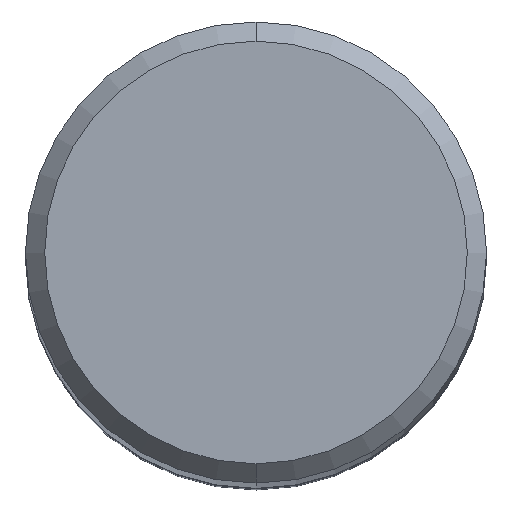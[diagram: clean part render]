
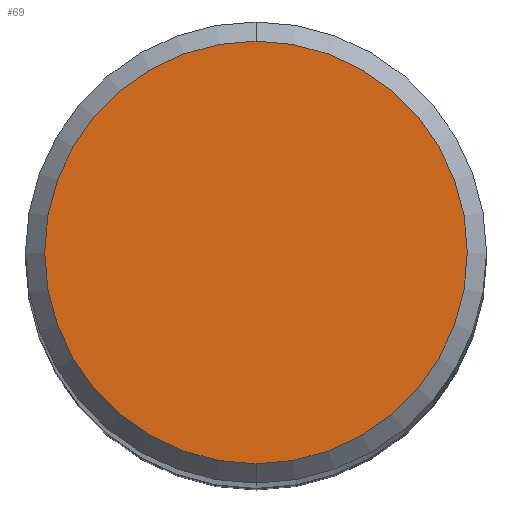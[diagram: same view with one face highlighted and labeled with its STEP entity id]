
A CAD part, top view. The second image highlights one B-rep face of the part: STEP entity #69.
In plain terms, the highlighted planar face has unit normal (0, 0, 1).
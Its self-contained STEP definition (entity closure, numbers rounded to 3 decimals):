
#52=PLANE('',#387);
#69=ADVANCED_FACE('',(#92),#52,.F.);
#92=FACE_OUTER_BOUND('',#109,.T.);
#109=EDGE_LOOP('',(#168,#169));
#168=ORIENTED_EDGE('',*,*,#213,.F.);
#169=ORIENTED_EDGE('',*,*,#216,.F.);
#185=VERTEX_POINT('',#569);
#186=VERTEX_POINT('',#570);
#213=EDGE_CURVE('',#185,#186,#234,.T.);
#216=EDGE_CURVE('',#186,#185,#235,.T.);
#234=CIRCLE('',#383,5.5);
#235=CIRCLE('',#385,5.5);
#383=AXIS2_PLACEMENT_3D('',#568,#485,#486);
#385=AXIS2_PLACEMENT_3D('',#574,#491,#492);
#387=AXIS2_PLACEMENT_3D('',#576,#495,#496);
#485=DIRECTION('',(0.,0.,-1.));
#486=DIRECTION('',(0.,1.,0.));
#491=DIRECTION('',(0.,0.,-1.));
#492=DIRECTION('',(0.,-1.,0.));
#495=DIRECTION('',(0.,0.,-1.));
#496=DIRECTION('',(0.,1.,0.));
#568=CARTESIAN_POINT('',(0.,0.,110.));
#569=CARTESIAN_POINT('',(0.,5.5,110.));
#570=CARTESIAN_POINT('',(0.,-5.5,110.));
#574=CARTESIAN_POINT('',(0.,0.,110.));
#576=CARTESIAN_POINT('',(0.,0.,110.));
